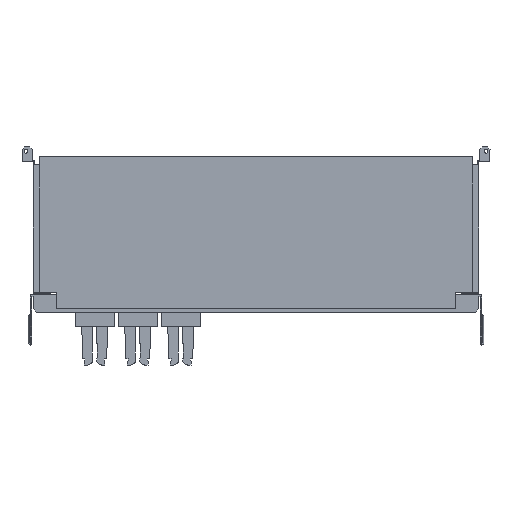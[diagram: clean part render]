
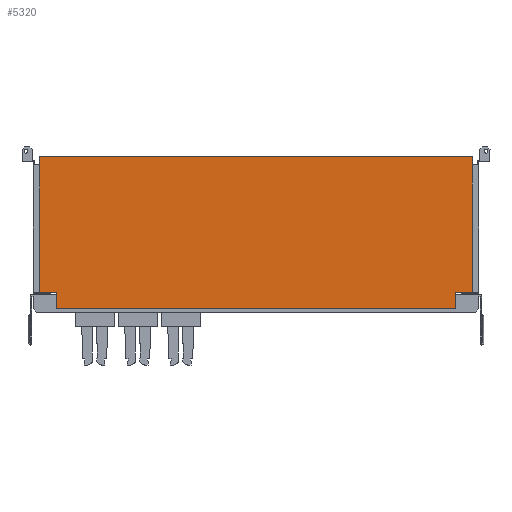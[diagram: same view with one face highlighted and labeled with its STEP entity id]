
A CAD part, front view. The second image highlights one B-rep face of the part: STEP entity #5320.
In plain terms, the highlighted planar face has unit normal (0, -1, 0).
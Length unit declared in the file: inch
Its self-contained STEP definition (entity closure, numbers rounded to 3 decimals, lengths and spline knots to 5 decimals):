
#5199=DIRECTION('',(-1.,0.,0.));
#5200=VECTOR('',#5199,0.74803);
#5201=CARTESIAN_POINT('',(8.46958,5.41909,12.20454));
#5202=LINE('',#5201,#5200);
#5206=CARTESIAN_POINT('',(7.72155,5.41909,12.20457));
#5207=CARTESIAN_POINT('',(7.71393,5.41909,12.20417));
#5208=CARTESIAN_POINT('',(7.70084,5.41909,12.2007));
#5209=CARTESIAN_POINT('',(7.68625,5.41909,12.18639));
#5210=CARTESIAN_POINT('',(7.68267,5.41909,12.17302));
#5211=CARTESIAN_POINT('',(7.68218,5.41909,12.1652));
#5216=DIRECTION('',(0.,0.,-1.));
#5217=VECTOR('',#5216,0.68898);
#5218=CARTESIAN_POINT('',(7.68218,5.41909,12.1652));
#5219=LINE('',#5218,#5217);
#5223=DIRECTION('',(-1.,0.,0.));
#5224=VECTOR('',#5223,18.22835);
#5225=CARTESIAN_POINT('',(7.68215,5.41909,11.47622));
#5226=LINE('',#5225,#5224);
#5230=DIRECTION('',(0.,0.,1.));
#5231=VECTOR('',#5230,0.68898);
#5232=CARTESIAN_POINT('',(-10.54619,5.41906,11.4769));
#5233=LINE('',#5232,#5231);
#5237=CARTESIAN_POINT('',(-10.54617,5.41906,12.16588));
#5238=CARTESIAN_POINT('',(-10.54657,5.41906,12.1735));
#5239=CARTESIAN_POINT('',(-10.55003,5.41906,12.18659));
#5240=CARTESIAN_POINT('',(-10.56434,5.41906,12.20119));
#5241=CARTESIAN_POINT('',(-10.57771,5.41906,12.20477));
#5242=CARTESIAN_POINT('',(-10.58553,5.41906,12.20525));
#5247=DIRECTION('',(-1.,0.,0.));
#5248=VECTOR('',#5247,0.74803);
#5249=CARTESIAN_POINT('',(-10.58553,5.41906,12.20525));
#5250=LINE('',#5249,#5248);
#5254=DIRECTION('',(0.,0.,1.));
#5255=VECTOR('',#5254,6.20079);
#5256=CARTESIAN_POINT('',(-11.33357,5.41906,12.20528));
#5257=LINE('',#5256,#5255);
#5261=DIRECTION('',(1.,0.,0.));
#5262=VECTOR('',#5261,19.80315);
#5263=CARTESIAN_POINT('',(-11.33333,5.41906,18.40607));
#5264=LINE('',#5263,#5262);
#5268=DIRECTION('',(0.,0.,-1.));
#5269=VECTOR('',#5268,6.20079);
#5270=CARTESIAN_POINT('',(8.46982,5.41909,18.40533));
#5271=LINE('',#5270,#5269);
#5275=CARTESIAN_POINT('',(8.46958,5.41909,12.20454));
#5276=CARTESIAN_POINT('',(7.72155,5.41909,12.20457));
#5277=VERTEX_POINT('',#5275);
#5278=VERTEX_POINT('',#5276);
#5279=VERTEX_POINT('',#5211);
#5280=CARTESIAN_POINT('',(7.68215,5.41909,11.47622));
#5281=VERTEX_POINT('',#5280);
#5282=CARTESIAN_POINT('',(-10.54619,5.41906,11.4769));
#5283=VERTEX_POINT('',#5282);
#5284=CARTESIAN_POINT('',(-10.54617,5.41906,12.16588));
#5285=VERTEX_POINT('',#5284);
#5286=VERTEX_POINT('',#5242);
#5287=CARTESIAN_POINT('',(-11.33357,5.41906,12.20528));
#5288=VERTEX_POINT('',#5287);
#5289=CARTESIAN_POINT('',(-11.33333,5.41906,18.40607));
#5290=VERTEX_POINT('',#5289);
#5291=CARTESIAN_POINT('',(8.46982,5.41909,18.40533));
#5292=VERTEX_POINT('',#5291);
#5293=CARTESIAN_POINT('',(-11.83262,5.41906,11.29979));
#5294=DIRECTION('',(0.,-1.,0.));
#5295=DIRECTION('',(1.,0.,0.));
#5296=AXIS2_PLACEMENT_3D('',#5293,#5294,#5295);
#5297=PLANE('',#5296);
#5299=ORIENTED_EDGE('',*,*,#5298,.T.);
#5301=ORIENTED_EDGE('',*,*,#5300,.T.);
#5303=ORIENTED_EDGE('',*,*,#5302,.T.);
#5305=ORIENTED_EDGE('',*,*,#5304,.T.);
#5307=ORIENTED_EDGE('',*,*,#5306,.T.);
#5309=ORIENTED_EDGE('',*,*,#5308,.T.);
#5311=ORIENTED_EDGE('',*,*,#5310,.T.);
#5313=ORIENTED_EDGE('',*,*,#5312,.T.);
#5315=ORIENTED_EDGE('',*,*,#5314,.T.);
#5317=ORIENTED_EDGE('',*,*,#5316,.T.);
#5318=EDGE_LOOP('',(#5299,#5301,#5303,#5305,#5307,#5309,#5311,#5313,#5315,
#5317));
#5319=FACE_OUTER_BOUND('',#5318,.F.);
#5212=B_SPLINE_CURVE_WITH_KNOTS('',3,(#5206,#5207,#5208,#5209,#5210,#5211),
.UNSPECIFIED.,.F.,.F.,(4,1,1,4),(0.,0.33333,0.66667,1.),
.UNSPECIFIED.);
#5243=B_SPLINE_CURVE_WITH_KNOTS('',3,(#5237,#5238,#5239,#5240,#5241,#5242),
.UNSPECIFIED.,.F.,.F.,(4,1,1,4),(0.,0.33333,0.66667,1.),
.UNSPECIFIED.);
#5298=EDGE_CURVE('',#5277,#5278,#5202,.T.);
#5300=EDGE_CURVE('',#5278,#5279,#5212,.T.);
#5302=EDGE_CURVE('',#5279,#5281,#5219,.T.);
#5304=EDGE_CURVE('',#5281,#5283,#5226,.T.);
#5306=EDGE_CURVE('',#5283,#5285,#5233,.T.);
#5308=EDGE_CURVE('',#5285,#5286,#5243,.T.);
#5310=EDGE_CURVE('',#5286,#5288,#5250,.T.);
#5312=EDGE_CURVE('',#5288,#5290,#5257,.T.);
#5314=EDGE_CURVE('',#5290,#5292,#5264,.T.);
#5316=EDGE_CURVE('',#5292,#5277,#5271,.T.);
#5320=ADVANCED_FACE('',(#5319),#5297,.T.);
